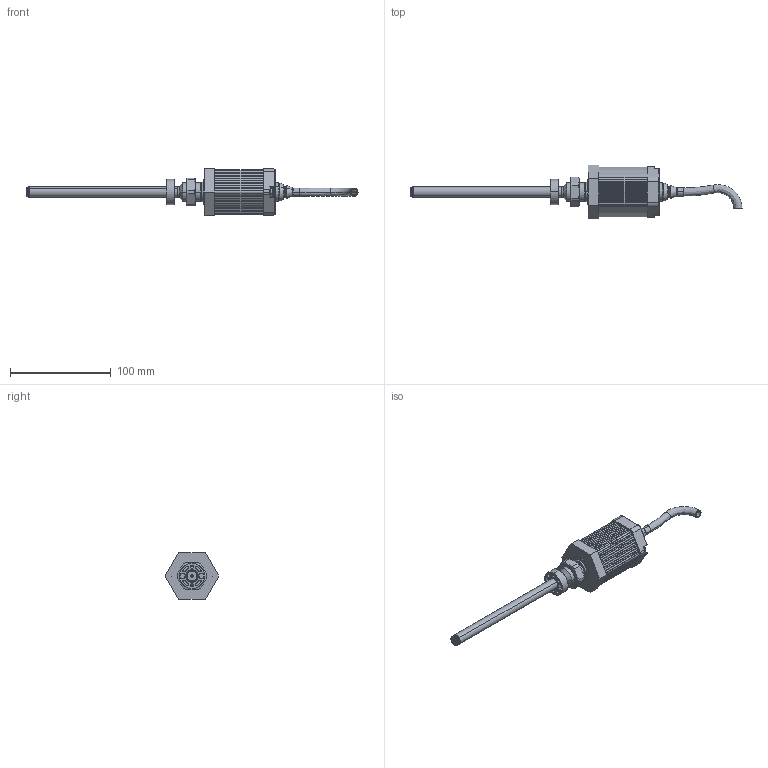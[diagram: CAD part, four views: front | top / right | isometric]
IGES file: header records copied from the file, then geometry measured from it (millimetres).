
Start section: SolidWorks IGES file using analytic representation for surfaces
Global section: file name: TMI_xxxx_003_xxx_201_02.IGS; native system: SolidWorks 2007; preprocessor: SolidWorks 2007; author: Konstantinidis; date: 080326.113439; units: millimetre
Bounding box: 329.33 x 53.12 x 46 mm (x, y, z)
Surface area: 51500.9 mm2 (no closed solid volume)
Topology: 0 solids, 0 shells, 1361 faces, 13608 edges, 13592 vertices
Faces by surface type: bspline 835, revolution 526
